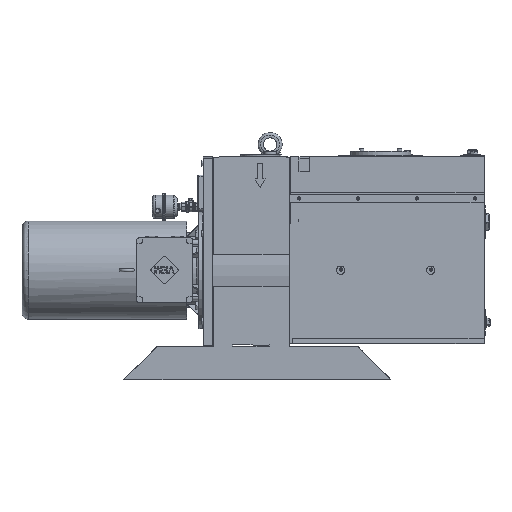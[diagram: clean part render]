
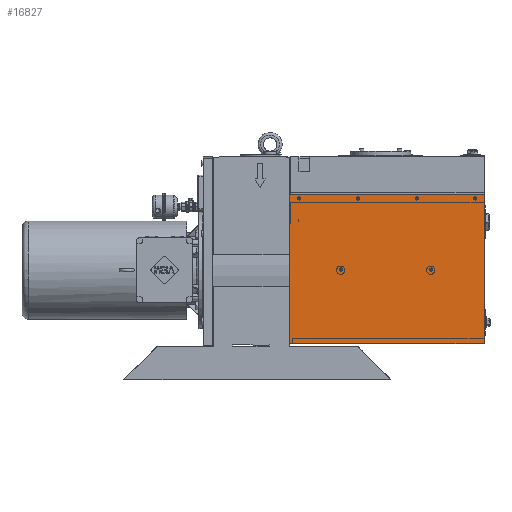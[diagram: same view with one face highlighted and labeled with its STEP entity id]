
A CAD part, left-side view. The second image highlights one B-rep face of the part: STEP entity #16827.
In plain terms, the highlighted planar face has unit normal (-1, 0, 0).
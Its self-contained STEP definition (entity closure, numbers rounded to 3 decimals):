
#10302=CARTESIAN_POINT('',(-223.5,-228.75,2.));
#10303=VERTEX_POINT('',#10302);
#10304=CARTESIAN_POINT('',(-223.5,-233.5,2.));
#10305=DIRECTION('',(1.0,0.0,0.0));
#10306=DIRECTION('',(0.0,1.0,0.0));
#10307=AXIS2_PLACEMENT_3D('',#10304,#10305,#10306);
#10308=CIRCLE('',#10307,4.75);
#10309=EDGE_CURVE('',#10303,#10303,#10308,.T.);
#10868=CARTESIAN_POINT('',(-223.5,-102.75,215.));
#10869=VERTEX_POINT('',#10868);
#10870=CARTESIAN_POINT('',(-223.5,-107.5,215.));
#10871=DIRECTION('',(1.0,0.0,0.0));
#10872=DIRECTION('',(0.0,1.0,0.0));
#10873=AXIS2_PLACEMENT_3D('',#10870,#10871,#10872);
#10874=CIRCLE('',#10873,4.75);
#10875=EDGE_CURVE('',#10869,#10869,#10874,.T.);
#11434=CARTESIAN_POINT('',(-223.5,-454.75,215.));
#11435=VERTEX_POINT('',#11434);
#11436=CARTESIAN_POINT('',(-223.5,-459.5,215.));
#11437=DIRECTION('',(1.0,0.0,0.0));
#11438=DIRECTION('',(0.0,1.0,0.0));
#11439=AXIS2_PLACEMENT_3D('',#11436,#11437,#11438);
#11440=CIRCLE('',#11439,4.75);
#11441=EDGE_CURVE('',#11435,#11435,#11440,.T.);
#16281=CARTESIAN_POINT('',(-223.5,-78.5,227.));
#16282=VERTEX_POINT('',#16281);
#16289=CARTESIAN_POINT('',(-223.5,-661.5,227.));
#16290=VERTEX_POINT('',#16289);
#16291=CARTESIAN_POINT('',(-223.5,-78.5,227.));
#16292=DIRECTION('',(0.0,-1.0,0.0));
#16293=VECTOR('',#16292,583.);
#16294=LINE('',#16291,#16293);
#16295=EDGE_CURVE('',#16282,#16290,#16294,.T.);
#16755=CARTESIAN_POINT('',(-223.5,-370.,3.));
#16756=DIRECTION('',(1.0,0.0,0.0));
#16757=DIRECTION('',(0.0,0.0,-1.0));
#16758=AXIS2_PLACEMENT_3D('',#16755,#16756,#16757);
#16759=PLANE('',#16758);
#16760=CARTESIAN_POINT('',(-223.5,-661.5,-219.));
#16761=VERTEX_POINT('',#16760);
#16762=CARTESIAN_POINT('',(-223.5,-78.5,-219.));
#16763=VERTEX_POINT('',#16762);
#16764=CARTESIAN_POINT('',(-223.5,-661.5,-219.));
#16765=DIRECTION('',(0.0,1.0,0.0));
#16766=VECTOR('',#16765,583.);
#16767=LINE('',#16764,#16766);
#16768=EDGE_CURVE('',#16761,#16763,#16767,.T.);
#16769=ORIENTED_EDGE('',*,*,#16768,.F.);
#16770=CARTESIAN_POINT('',(-223.5,-661.5,227.));
#16771=DIRECTION('',(0.0,0.0,-1.0));
#16772=VECTOR('',#16771,446.);
#16773=LINE('',#16770,#16772);
#16774=EDGE_CURVE('',#16290,#16761,#16773,.T.);
#16775=ORIENTED_EDGE('',*,*,#16774,.F.);
#16776=ORIENTED_EDGE('',*,*,#16295,.F.);
#16777=CARTESIAN_POINT('',(-223.5,-78.5,-219.));
#16778=DIRECTION('',(0.0,0.0,1.0));
#16779=VECTOR('',#16778,446.);
#16780=LINE('',#16777,#16779);
#16781=EDGE_CURVE('',#16763,#16282,#16780,.T.);
#16782=ORIENTED_EDGE('',*,*,#16781,.F.);
#16783=EDGE_LOOP('',(#16769,#16775,#16776,#16782));
#16784=FACE_OUTER_BOUND('',#16783,.T.);
#16785=ORIENTED_EDGE('',*,*,#10309,.T.);
#16786=EDGE_LOOP('',(#16785));
#16787=FACE_BOUND('',#16786,.T.);
#16788=CARTESIAN_POINT('',(-223.5,-498.75,2.));
#16789=VERTEX_POINT('',#16788);
#16790=CARTESIAN_POINT('',(-223.5,-503.5,2.));
#16791=DIRECTION('',(1.0,0.0,0.0));
#16792=DIRECTION('',(0.0,1.0,0.0));
#16793=AXIS2_PLACEMENT_3D('',#16790,#16791,#16792);
#16794=CIRCLE('',#16793,4.75);
#16795=EDGE_CURVE('',#16789,#16789,#16794,.T.);
#16796=ORIENTED_EDGE('',*,*,#16795,.T.);
#16797=EDGE_LOOP('',(#16796));
#16798=FACE_BOUND('',#16797,.T.);
#16799=ORIENTED_EDGE('',*,*,#10875,.T.);
#16800=EDGE_LOOP('',(#16799));
#16801=FACE_BOUND('',#16800,.T.);
#16802=CARTESIAN_POINT('',(-223.5,-278.75,215.));
#16803=VERTEX_POINT('',#16802);
#16804=CARTESIAN_POINT('',(-223.5,-283.5,215.));
#16805=DIRECTION('',(1.0,0.0,0.0));
#16806=DIRECTION('',(0.0,1.0,0.0));
#16807=AXIS2_PLACEMENT_3D('',#16804,#16805,#16806);
#16808=CIRCLE('',#16807,4.75);
#16809=EDGE_CURVE('',#16803,#16803,#16808,.T.);
#16810=ORIENTED_EDGE('',*,*,#16809,.T.);
#16811=EDGE_LOOP('',(#16810));
#16812=FACE_BOUND('',#16811,.T.);
#16813=ORIENTED_EDGE('',*,*,#11441,.T.);
#16814=EDGE_LOOP('',(#16813));
#16815=FACE_BOUND('',#16814,.T.);
#16816=CARTESIAN_POINT('',(-223.5,-630.75,215.));
#16817=VERTEX_POINT('',#16816);
#16818=CARTESIAN_POINT('',(-223.5,-635.5,215.));
#16819=DIRECTION('',(1.0,0.0,0.0));
#16820=DIRECTION('',(0.0,1.0,0.0));
#16821=AXIS2_PLACEMENT_3D('',#16818,#16819,#16820);
#16822=CIRCLE('',#16821,4.75);
#16823=EDGE_CURVE('',#16817,#16817,#16822,.T.);
#16824=ORIENTED_EDGE('',*,*,#16823,.T.);
#16825=EDGE_LOOP('',(#16824));
#16826=FACE_BOUND('',#16825,.T.);
#16827=ADVANCED_FACE('',(#16784,#16787,#16798,#16801,#16812,#16815,#16826),#16759,.F.);
